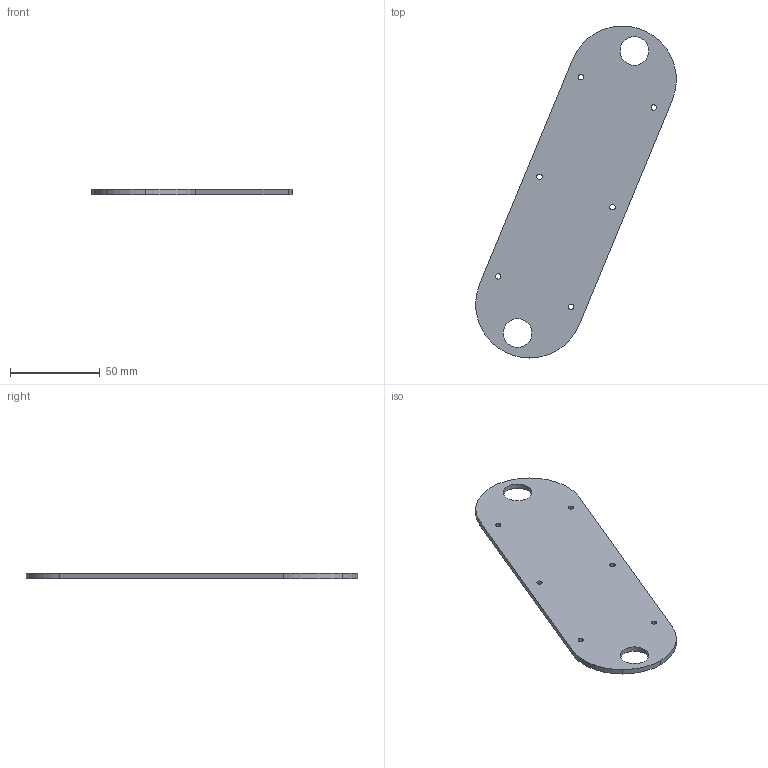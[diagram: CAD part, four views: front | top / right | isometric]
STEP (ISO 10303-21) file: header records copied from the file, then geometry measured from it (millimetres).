
FILE_DESCRIPTION (( 'STEP AP203' ), '1' );
FILE_NAME ('baseplate_Default_sldprt.STEP', '2024-01-15T17:59:36', ( '' ), ( '' ), 'SwSTEP 2.0', 'SolidWorks 2022', '' );
FILE_SCHEMA (( 'CONFIG_CONTROL_DESIGN' ));
Length unit declared in the file: millimetre
Products named in the file (1): baseplate_Default_sldprt
Bounding box: 111.59 x 184.78 x 3 mm (x, y, z)
Volume: 31458.9 mm3; surface area: 22819.6 mm2
Topology: 1 solids, 1 shells, 26 faces, 72 edges, 48 vertices
Faces by surface type: cylinder 22, plane 4
Entity records: 969 total; most frequent: DIRECTION 170, CARTESIAN_POINT 147, ORIENTED_EDGE 144, EDGE_CURVE 72, AXIS2_PLACEMENT_3D 71, VERTEX_POINT 48, CIRCLE 44, EDGE_LOOP 42
